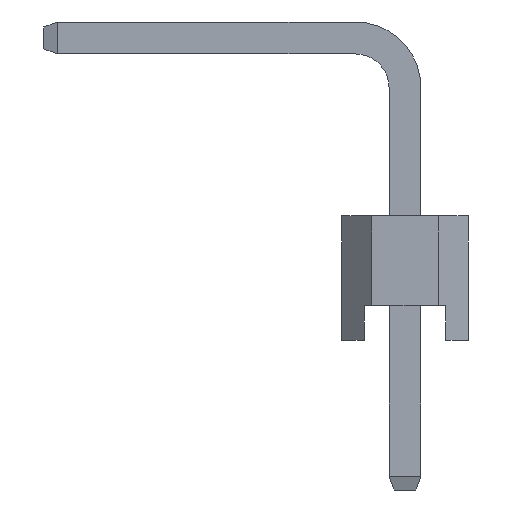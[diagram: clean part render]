
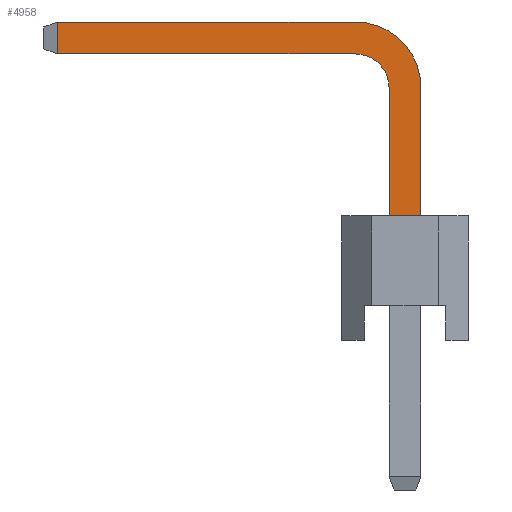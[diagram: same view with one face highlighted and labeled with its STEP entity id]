
A CAD part, left-side view. The second image highlights one B-rep face of the part: STEP entity #4958.
In plain terms, the highlighted planar face has unit normal (-1, 0, 0).
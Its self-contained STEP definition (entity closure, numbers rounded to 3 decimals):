
#4958=ADVANCED_FACE('',(#15292),#15294,.T.);
#15292=FACE_BOUND('',#15293,.T.);
#15293=EDGE_LOOP('',(#23817,#23818,#23819,#23820,#23821,#23822,#23823,#23824));
#15294=PLANE('',#15295);
#15295=AXIS2_PLACEMENT_3D('',#15296,#15297,#15298);
#15296=CARTESIAN_POINT('',(-0.32,0.32,-3.));
#15297=DIRECTION('',(-1.,0.,0.));
#15298=DIRECTION('',(0.,-1.,0.));
#23817=ORIENTED_EDGE('',*,*,#28982,.F.);
#23818=ORIENTED_EDGE('',*,*,#28983,.F.);
#23819=ORIENTED_EDGE('',*,*,#28984,.F.);
#23820=ORIENTED_EDGE('',*,*,#28971,.F.);
#23821=ORIENTED_EDGE('',*,*,#27040,.T.);
#23822=ORIENTED_EDGE('',*,*,#28981,.T.);
#23823=ORIENTED_EDGE('',*,*,#28985,.T.);
#23824=ORIENTED_EDGE('',*,*,#28986,.T.);
#27040=EDGE_CURVE('',#30630,#30634,#30636,.T.);
#28971=EDGE_CURVE('',#30630,#33879,#33880,.T.);
#28981=EDGE_CURVE('',#30634,#33895,#33897,.T.);
#28982=EDGE_CURVE('',#33898,#33899,#33900,.T.);
#28983=EDGE_CURVE('',#33901,#33898,#33902,.T.);
#28984=EDGE_CURVE('',#33879,#33901,#33903,.T.);
#28985=EDGE_CURVE('',#33895,#33904,#33905,.T.);
#28986=EDGE_CURVE('',#33904,#33899,#33906,.T.);
#30630=VERTEX_POINT('',#36642);
#30634=VERTEX_POINT('',#36650);
#30636=LINE('',#36654,#36655);
#33879=VERTEX_POINT('',#43911);
#33880=LINE('',#43912,#43913);
#33895=VERTEX_POINT('',#43947);
#33897=LINE('',#43951,#43952);
#33898=VERTEX_POINT('',#43954);
#33899=VERTEX_POINT('',#43955);
#33900=LINE('',#43956,#43957);
#33901=VERTEX_POINT('',#43959);
#33902=LINE('',#43960,#43961);
#33903=CIRCLE('',#43963,0.68);
#33904=VERTEX_POINT('',#43967);
#33905=CIRCLE('',#43968,1.32);
#33906=LINE('',#43972,#43973);
#36642=CARTESIAN_POINT('',(-0.32,0.32,2.5));
#36650=CARTESIAN_POINT('',(-0.32,-0.32,2.5));
#36654=CARTESIAN_POINT('',(-0.32,0.32,2.5));
#36655=VECTOR('',#36656,1.);
#36656=DIRECTION('',(0.,-1.,0.));
#43911=CARTESIAN_POINT('',(-0.32,0.32,5.07));
#43912=CARTESIAN_POINT('',(-0.32,0.32,2.5));
#43913=VECTOR('',#43914,1.);
#43914=DIRECTION('',(0.,0.,1.));
#43947=CARTESIAN_POINT('',(-0.32,-0.32,5.07));
#43951=CARTESIAN_POINT('',(-0.32,-0.32,2.5));
#43952=VECTOR('',#43953,1.);
#43953=DIRECTION('',(0.,0.,1.));
#43954=CARTESIAN_POINT('',(-0.32,6.975,5.75));
#43955=CARTESIAN_POINT('',(-0.32,6.975,6.39));
#43956=CARTESIAN_POINT('',(-0.32,6.975,5.75));
#43957=VECTOR('',#43958,1.);
#43958=DIRECTION('',(0.,0.,1.));
#43959=CARTESIAN_POINT('',(-0.32,1.,5.75));
#43960=CARTESIAN_POINT('',(-0.32,1.,5.75));
#43961=VECTOR('',#43962,1.);
#43962=DIRECTION('',(0.,1.,0.));
#43963=AXIS2_PLACEMENT_3D('',#43964,#43965,#43966);
#43964=CARTESIAN_POINT('',(-0.32,1.,5.07));
#43965=DIRECTION('',(-1.,-0.,0.));
#43966=DIRECTION('',(0.,-1.,0.));
#43967=CARTESIAN_POINT('',(-0.32,1.,6.39));
#43968=AXIS2_PLACEMENT_3D('',#43969,#43970,#43971);
#43969=CARTESIAN_POINT('',(-0.32,1.,5.07));
#43970=DIRECTION('',(-1.,-0.,0.));
#43971=DIRECTION('',(0.,-1.,0.));
#43972=CARTESIAN_POINT('',(-0.32,1.,6.39));
#43973=VECTOR('',#43974,1.);
#43974=DIRECTION('',(0.,1.,0.));
